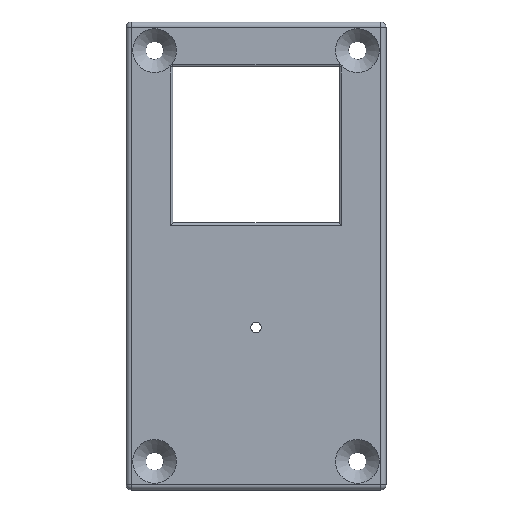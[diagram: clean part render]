
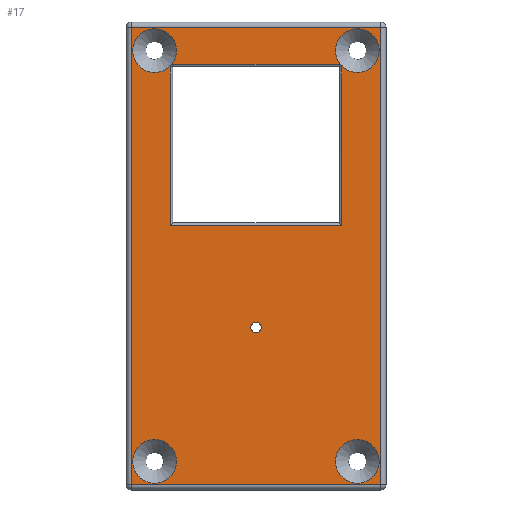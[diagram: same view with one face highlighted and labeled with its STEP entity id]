
A CAD part, front view. The second image highlights one B-rep face of the part: STEP entity #17.
In plain terms, the highlighted planar face has unit normal (0, -1, 0).
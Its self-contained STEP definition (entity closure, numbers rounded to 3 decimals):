
#17 = ADVANCED_FACE('',(#18,#70,#104,#115,#126,#137,#148),#159,.F.);
#18 = FACE_BOUND('',#19,.F.);
#19 = EDGE_LOOP('',(#20,#30,#38,#46,#55,#63));
#20 = ORIENTED_EDGE('',*,*,#21,.T.);
#21 = EDGE_CURVE('',#22,#24,#26,.T.);
#22 = VERTEX_POINT('',#23);
#23 = CARTESIAN_POINT('',(-16.5,-8.,-2.9));
#24 = VERTEX_POINT('',#25);
#25 = CARTESIAN_POINT('',(-16.5,-8.,-33.4));
#26 = LINE('',#27,#28);
#27 = CARTESIAN_POINT('',(-16.5,-8.,-2.9));
#28 = VECTOR('',#29,1.);
#29 = DIRECTION('',(0.,0.,-1.));
#30 = ORIENTED_EDGE('',*,*,#31,.T.);
#31 = EDGE_CURVE('',#24,#32,#34,.T.);
#32 = VERTEX_POINT('',#33);
#33 = CARTESIAN_POINT('',(16.5,-8.,-33.4));
#34 = LINE('',#35,#36);
#35 = CARTESIAN_POINT('',(-16.,-8.,-33.4));
#36 = VECTOR('',#37,1.);
#37 = DIRECTION('',(1.,0.,0.));
#38 = ORIENTED_EDGE('',*,*,#39,.T.);
#39 = EDGE_CURVE('',#32,#40,#42,.T.);
#40 = VERTEX_POINT('',#41);
#41 = CARTESIAN_POINT('',(16.5,-8.,-2.9));
#42 = LINE('',#43,#44);
#43 = CARTESIAN_POINT('',(16.5,-8.,-32.9));
#44 = VECTOR('',#45,1.);
#45 = DIRECTION('',(0.,0.,1.));
#46 = ORIENTED_EDGE('',*,*,#47,.F.);
#47 = EDGE_CURVE('',#48,#40,#50,.T.);
#48 = VERTEX_POINT('',#49);
#49 = CARTESIAN_POINT('',(16.,-8.,-2.4));
#50 = CIRCLE('',#51,0.5);
#51 = AXIS2_PLACEMENT_3D('',#52,#53,#54);
#52 = CARTESIAN_POINT('',(16.,-8.,-2.9));
#53 = DIRECTION('',(0.,1.,0.));
#54 = DIRECTION('',(0.,-0.,1.));
#55 = ORIENTED_EDGE('',*,*,#56,.T.);
#56 = EDGE_CURVE('',#48,#57,#59,.T.);
#57 = VERTEX_POINT('',#58);
#58 = CARTESIAN_POINT('',(-16.,-8.,-2.4));
#59 = LINE('',#60,#61);
#60 = CARTESIAN_POINT('',(16.,-8.,-2.4));
#61 = VECTOR('',#62,1.);
#62 = DIRECTION('',(-1.,-0.,0.));
#63 = ORIENTED_EDGE('',*,*,#64,.F.);
#64 = EDGE_CURVE('',#22,#57,#65,.T.);
#65 = CIRCLE('',#66,0.5);
#66 = AXIS2_PLACEMENT_3D('',#67,#68,#69);
#67 = CARTESIAN_POINT('',(-16.,-8.,-2.9));
#68 = DIRECTION('',(0.,1.,-0.));
#69 = DIRECTION('',(-1.,0.,0.));
#70 = FACE_BOUND('',#71,.F.);
#71 = EDGE_LOOP('',(#72,#82,#90,#98));
#72 = ORIENTED_EDGE('',*,*,#73,.T.);
#73 = EDGE_CURVE('',#74,#76,#78,.T.);
#74 = VERTEX_POINT('',#75);
#75 = CARTESIAN_POINT('',(-24.,-8.,-83.25));
#76 = VERTEX_POINT('',#77);
#77 = CARTESIAN_POINT('',(-24.,-8.,4.75));
#78 = LINE('',#79,#80);
#79 = CARTESIAN_POINT('',(-24.,-8.,-84.25));
#80 = VECTOR('',#81,1.);
#81 = DIRECTION('',(0.,0.,1.));
#82 = ORIENTED_EDGE('',*,*,#83,.T.);
#83 = EDGE_CURVE('',#76,#84,#86,.T.);
#84 = VERTEX_POINT('',#85);
#85 = CARTESIAN_POINT('',(24.,-8.,4.75));
#86 = LINE('',#87,#88);
#87 = CARTESIAN_POINT('',(-25.,-8.,4.75));
#88 = VECTOR('',#89,1.);
#89 = DIRECTION('',(1.,0.,0.));
#90 = ORIENTED_EDGE('',*,*,#91,.T.);
#91 = EDGE_CURVE('',#84,#92,#94,.T.);
#92 = VERTEX_POINT('',#93);
#93 = CARTESIAN_POINT('',(24.,-8.,-83.25));
#94 = LINE('',#95,#96);
#95 = CARTESIAN_POINT('',(24.,-8.,5.75));
#96 = VECTOR('',#97,1.);
#97 = DIRECTION('',(0.,0.,-1.));
#98 = ORIENTED_EDGE('',*,*,#99,.F.);
#99 = EDGE_CURVE('',#74,#92,#100,.T.);
#100 = LINE('',#101,#102);
#101 = CARTESIAN_POINT('',(-25.,-8.,-83.25));
#102 = VECTOR('',#103,1.);
#103 = DIRECTION('',(1.,0.,0.));
#104 = FACE_BOUND('',#105,.F.);
#105 = EDGE_LOOP('',(#106));
#106 = ORIENTED_EDGE('',*,*,#107,.T.);
#107 = EDGE_CURVE('',#108,#108,#110,.T.);
#108 = VERTEX_POINT('',#109);
#109 = CARTESIAN_POINT('',(-15.3,-8.,0.25));
#110 = CIRCLE('',#111,4.2);
#111 = AXIS2_PLACEMENT_3D('',#112,#113,#114);
#112 = CARTESIAN_POINT('',(-19.5,-8.,0.25));
#113 = DIRECTION('',(0.,-1.,0.));
#114 = DIRECTION('',(1.,0.,0.));
#115 = FACE_BOUND('',#116,.F.);
#116 = EDGE_LOOP('',(#117));
#117 = ORIENTED_EDGE('',*,*,#118,.T.);
#118 = EDGE_CURVE('',#119,#119,#121,.T.);
#119 = VERTEX_POINT('',#120);
#120 = CARTESIAN_POINT('',(1.,-8.,-53.));
#121 = CIRCLE('',#122,1.);
#122 = AXIS2_PLACEMENT_3D('',#123,#124,#125);
#123 = CARTESIAN_POINT('',(0.,-8.,-53.));
#124 = DIRECTION('',(0.,-1.,0.));
#125 = DIRECTION('',(1.,0.,0.));
#126 = FACE_BOUND('',#127,.F.);
#127 = EDGE_LOOP('',(#128));
#128 = ORIENTED_EDGE('',*,*,#129,.T.);
#129 = EDGE_CURVE('',#130,#130,#132,.T.);
#130 = VERTEX_POINT('',#131);
#131 = CARTESIAN_POINT('',(23.7,-8.,0.25));
#132 = CIRCLE('',#133,4.2);
#133 = AXIS2_PLACEMENT_3D('',#134,#135,#136);
#134 = CARTESIAN_POINT('',(19.5,-8.,0.25));
#135 = DIRECTION('',(0.,-1.,0.));
#136 = DIRECTION('',(1.,0.,0.));
#137 = FACE_BOUND('',#138,.F.);
#138 = EDGE_LOOP('',(#139));
#139 = ORIENTED_EDGE('',*,*,#140,.T.);
#140 = EDGE_CURVE('',#141,#141,#143,.T.);
#141 = VERTEX_POINT('',#142);
#142 = CARTESIAN_POINT('',(23.7,-8.,-78.75));
#143 = CIRCLE('',#144,4.2);
#144 = AXIS2_PLACEMENT_3D('',#145,#146,#147);
#145 = CARTESIAN_POINT('',(19.5,-8.,-78.75));
#146 = DIRECTION('',(0.,-1.,0.));
#147 = DIRECTION('',(1.,0.,0.));
#148 = FACE_BOUND('',#149,.F.);
#149 = EDGE_LOOP('',(#150));
#150 = ORIENTED_EDGE('',*,*,#151,.T.);
#151 = EDGE_CURVE('',#152,#152,#154,.T.);
#152 = VERTEX_POINT('',#153);
#153 = CARTESIAN_POINT('',(-15.3,-8.,-78.75));
#154 = CIRCLE('',#155,4.2);
#155 = AXIS2_PLACEMENT_3D('',#156,#157,#158);
#156 = CARTESIAN_POINT('',(-19.5,-8.,-78.75));
#157 = DIRECTION('',(0.,-1.,0.));
#158 = DIRECTION('',(1.,0.,0.));
#159 = PLANE('',#160);
#160 = AXIS2_PLACEMENT_3D('',#161,#162,#163);
#161 = CARTESIAN_POINT('',(0.,-8.,-39.25));
#162 = DIRECTION('',(0.,1.,0.));
#163 = DIRECTION('',(0.,0.,1.));
